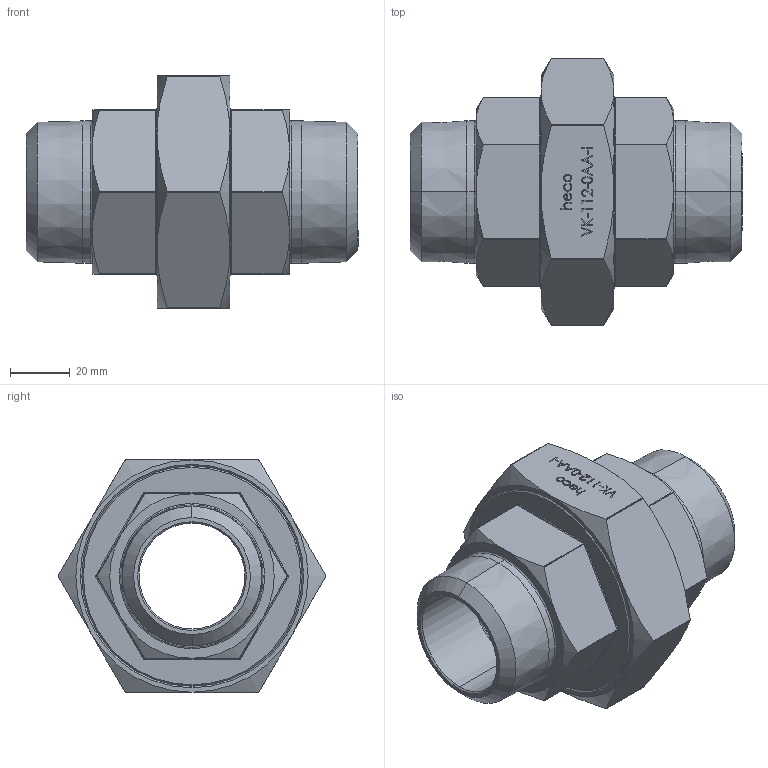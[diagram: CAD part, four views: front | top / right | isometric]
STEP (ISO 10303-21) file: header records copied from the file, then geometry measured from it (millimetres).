
FILE_DESCRIPTION (( 'STEP AP214' ), '1' );
FILE_NAME ('heco_VK-112-0AA-I.STEP', '2016-09-21T07:31:30', ( '' ), ( '' ), 'SwSTEP 2.0', 'SolidWorks 2016', '' );
FILE_SCHEMA (( 'AUTOMOTIVE_DESIGN' ));
Length unit declared in the file: millimetre
Products named in the file (1): heco_VK-112-0AA-I
Bounding box: 111.5 x 89.97 x 78.05 mm (x, y, z)
Volume: 190849.1 mm3; surface area: 41834.2 mm2
Topology: 1 solids, 1 shells, 324 faces, 805 edges, 500 vertices
Faces by surface type: plane 136, cylinder 72, bspline 62, cone 48, torus 6
Entity records: 14200 total; most frequent: CARTESIAN_POINT 5548, ORIENTED_EDGE 1586, DIRECTION 1139, EDGE_CURVE 793, VERTEX_POINT 500, LINE 437, VECTOR 437, EDGE_LOOP 355
